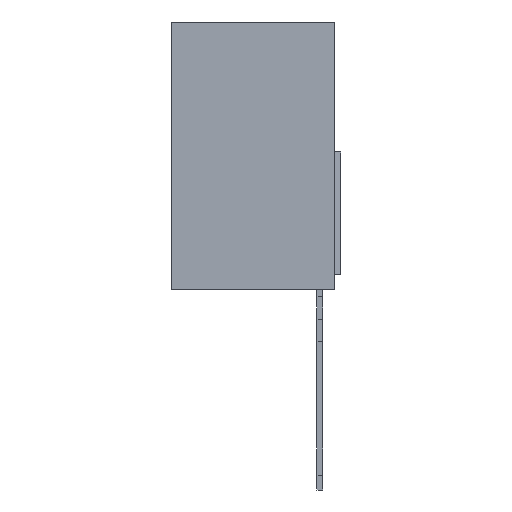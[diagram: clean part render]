
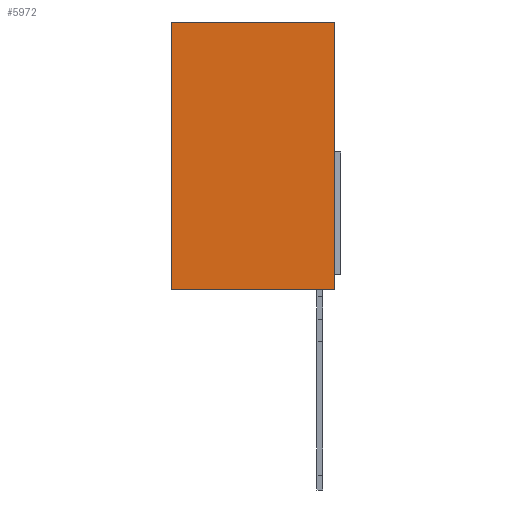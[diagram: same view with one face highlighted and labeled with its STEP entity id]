
A CAD part, left-side view. The second image highlights one B-rep face of the part: STEP entity #5972.
In plain terms, the highlighted planar face has unit normal (-1, 0, 0).
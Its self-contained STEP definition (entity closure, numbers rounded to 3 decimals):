
#6 = DIRECTION ( 'NONE',  ( 0., 1., 0. ) ) ;
#79 = VERTEX_POINT ( 'NONE', #1875 ) ;
#347 = DIRECTION ( 'NONE',  ( 0., -1., 0. ) ) ;
#370 = CARTESIAN_POINT ( 'NONE',  ( -4.9, 10., 21.5 ) ) ;
#900 = ORIENTED_EDGE ( 'NONE', *, *, #4641, .T. ) ;
#991 = FACE_OUTER_BOUND ( 'NONE', #4712, .T. ) ;
#1049 = LINE ( 'NONE', #5881, #6073 ) ;
#1109 = ORIENTED_EDGE ( 'NONE', *, *, #1973, .T. ) ;
#1313 = CARTESIAN_POINT ( 'NONE',  ( -4.9, 10., 3.5 ) ) ;
#1449 = ORIENTED_EDGE ( 'NONE', *, *, #3383, .F. ) ;
#1456 = LINE ( 'NONE', #1313, #3888 ) ;
#1584 = VECTOR ( 'NONE', #4818, 1000. ) ;
#1749 = PLANE ( 'NONE',  #4671 ) ;
#1875 = CARTESIAN_POINT ( 'NONE',  ( -4.9, -1., 21.5 ) ) ;
#1973 = EDGE_CURVE ( 'NONE', #2637, #3199, #5551, .T. ) ;
#2021 = VERTEX_POINT ( 'NONE', #4252 ) ;
#2085 = CARTESIAN_POINT ( 'NONE',  ( -4.9, -1., 21.5 ) ) ;
#2114 = VECTOR ( 'NONE', #2465, 1000. ) ;
#2337 = DIRECTION ( 'NONE',  ( 0., 1., 0. ) ) ;
#2465 = DIRECTION ( 'NONE',  ( 0., 0., -1. ) ) ;
#2485 = CARTESIAN_POINT ( 'NONE',  ( -4.9, 10., 21.5 ) ) ;
#2637 = VERTEX_POINT ( 'NONE', #4134 ) ;
#3199 = VERTEX_POINT ( 'NONE', #4144 ) ;
#3383 = EDGE_CURVE ( 'NONE', #2021, #3199, #1456, .T. ) ;
#3888 = VECTOR ( 'NONE', #2337, 1000. ) ;
#4134 = CARTESIAN_POINT ( 'NONE',  ( -4.9, 10., 21.5 ) ) ;
#4144 = CARTESIAN_POINT ( 'NONE',  ( -4.9, 10., 3.5 ) ) ;
#4252 = CARTESIAN_POINT ( 'NONE',  ( -4.9, -1., 3.5 ) ) ;
#4512 = EDGE_CURVE ( 'NONE', #79, #2021, #6002, .T. ) ;
#4641 = EDGE_CURVE ( 'NONE', #79, #2637, #1049, .T. ) ;
#4671 = AXIS2_PLACEMENT_3D ( 'NONE', #370, #5219, #347 ) ;
#4712 = EDGE_LOOP ( 'NONE', ( #1449, #6199, #900, #1109 ) ) ;
#4818 = DIRECTION ( 'NONE',  ( 0., 0., -1. ) ) ;
#5219 = DIRECTION ( 'NONE',  ( -1., 0., 0. ) ) ;
#5551 = LINE ( 'NONE', #2485, #1584 ) ;
#5881 = CARTESIAN_POINT ( 'NONE',  ( -4.9, 10., 21.5 ) ) ;
#5972 = ADVANCED_FACE ( 'NONE', ( #991 ), #1749, .T. ) ;
#6002 = LINE ( 'NONE', #2085, #2114 ) ;
#6073 = VECTOR ( 'NONE', #6, 1000. ) ;
#6199 = ORIENTED_EDGE ( 'NONE', *, *, #4512, .F. ) ;
